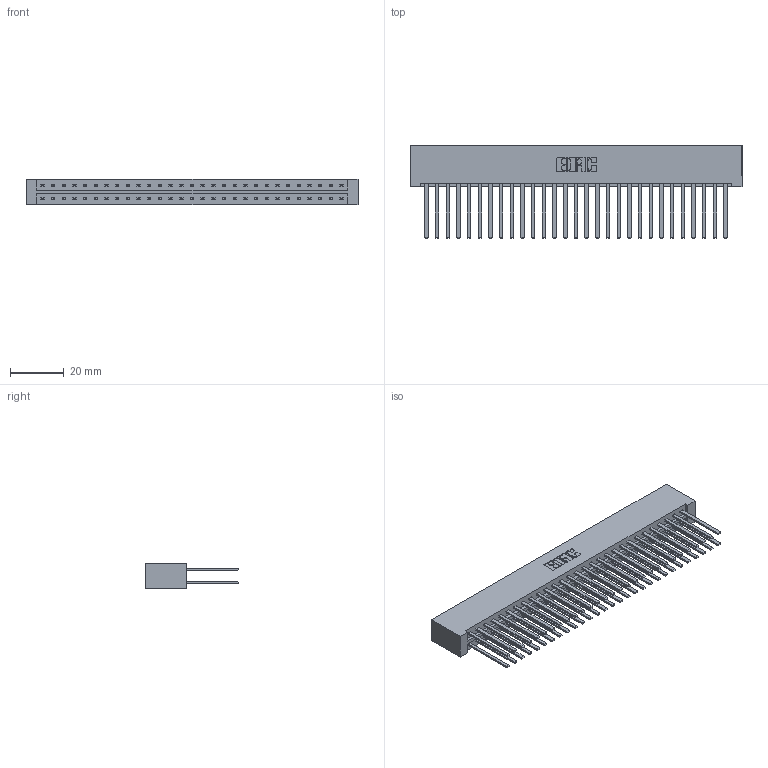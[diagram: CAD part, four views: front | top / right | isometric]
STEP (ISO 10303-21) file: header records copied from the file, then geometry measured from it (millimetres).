
FILE_DESCRIPTION (( 'STEP AP203' ), '1' );
FILE_NAME ('333-058-544-201.STEP', '2018-08-04T06:11:11', ( '' ), ( '' ), 'SwSTEP 2.0', 'SolidWorks 2016', '' );
FILE_SCHEMA (( 'CONFIG_CONTROL_DESIGN' ));
Length unit declared in the file: inch
Products named in the file (3): 333 Part_Lugless; 345-292-001_345-293-144; 333-058-544-201
Assembly tree (59 placements, depth 2):
  333-058-544-201
    333 Part_Lugless
    345-292-001_345-293-144  x58
Bounding box: 123.16 x 34.3 x 9.4 mm (x, y, z)
Volume: 13898.1 mm3; surface area: 18933.5 mm2
Topology: 59 solids, 59 shells, 2774 faces, 8233 edges, 5410 vertices
Faces by surface type: plane 1922, cylinder 852
Entity records: 19877 total; most frequent: CARTESIAN_POINT 3306, ORIENTED_EDGE 3242, DIRECTION 2837, EDGE_CURVE 1621, LINE 1505, VECTOR 1505, VERTEX_POINT 1078, AXIS2_PLACEMENT_3D 666
